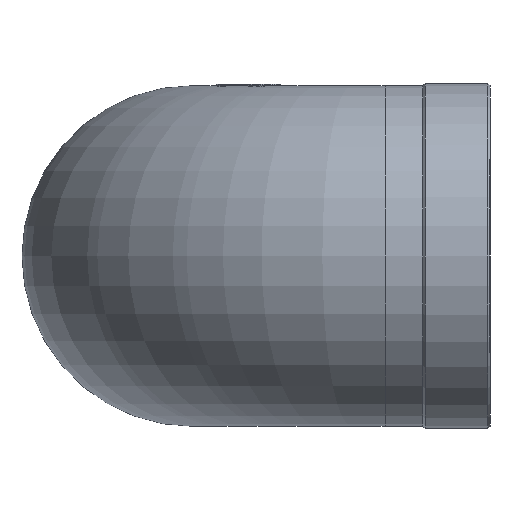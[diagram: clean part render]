
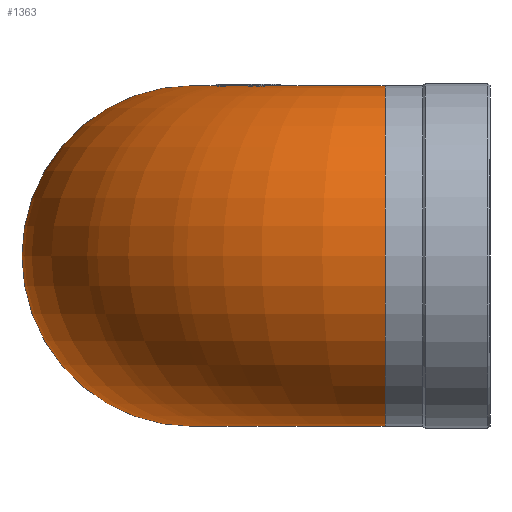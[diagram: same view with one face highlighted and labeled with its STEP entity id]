
A CAD part, left-side view. The second image highlights one B-rep face of the part: STEP entity #1363.
In plain terms, the highlighted toroidal (fillet/blend) face has major radius 43.05 mm and minor radius 38.05 mm.
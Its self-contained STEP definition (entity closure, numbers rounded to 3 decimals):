
#49=CIRCLE('',#1424,38.05);
#52=CIRCLE('',#1428,38.05);
#62=TOROIDAL_SURFACE('',#1446,43.05,38.05);
#656=ORIENTED_EDGE('',*,*,#848,.F.);
#657=ORIENTED_EDGE('',*,*,#845,.T.);
#658=ORIENTED_EDGE('',*,*,#837,.T.);
#659=ORIENTED_EDGE('',*,*,#842,.T.);
#660=ORIENTED_EDGE('',*,*,#834,.T.);
#661=ORIENTED_EDGE('',*,*,#833,.T.);
#662=ORIENTED_EDGE('',*,*,#844,.T.);
#663=ORIENTED_EDGE('',*,*,#855,.T.);
#833=EDGE_CURVE('',#968,#969,#1055,.T.);
#834=EDGE_CURVE('',#959,#968,#1056,.T.);
#837=EDGE_CURVE('',#970,#971,#1057,.T.);
#842=EDGE_CURVE('',#971,#959,#1058,.T.);
#844=EDGE_CURVE('',#969,#976,#1059,.T.);
#845=EDGE_CURVE('',#977,#977,#49,.T.);
#848=EDGE_CURVE('',#980,#980,#52,.T.);
#855=EDGE_CURVE('',#976,#970,#1060,.T.);
#959=VERTEX_POINT('',#2682);
#968=VERTEX_POINT('',#2707);
#969=VERTEX_POINT('',#2709);
#970=VERTEX_POINT('',#2722);
#971=VERTEX_POINT('',#2724);
#976=VERTEX_POINT('',#2747);
#977=VERTEX_POINT('',#2755);
#980=VERTEX_POINT('',#2762);
#1055=B_SPLINE_CURVE_WITH_KNOTS('',3,(#2710,#2711,#2712,#2713),
 .UNSPECIFIED.,.F.,.F.,(4,4),(0.,0.012),.UNSPECIFIED.);
#1056=B_SPLINE_CURVE_WITH_KNOTS('',3,(#2715,#2716,#2717,#2718,#2719),
 .UNSPECIFIED.,.F.,.F.,(4,1,4),(0.,0.003,
0.006),.UNSPECIFIED.);
#1057=B_SPLINE_CURVE_WITH_KNOTS('',3,(#2725,#2726,#2727,#2728),
 .UNSPECIFIED.,.F.,.F.,(4,4),(0.,0.012),.UNSPECIFIED.);
#1058=B_SPLINE_CURVE_WITH_KNOTS('',3,(#2740,#2741,#2742,#2743,#2744),
 .UNSPECIFIED.,.F.,.F.,(4,1,4),(0.,0.002,0.004),
 .UNSPECIFIED.);
#1059=B_SPLINE_CURVE_WITH_KNOTS('',3,(#2748,#2749,#2750,#2751,#2752),
 .UNSPECIFIED.,.F.,.F.,(4,1,4),(0.,0.003,0.006),
 .UNSPECIFIED.);
#1060=B_SPLINE_CURVE_WITH_KNOTS('',3,(#2784,#2785,#2786,#2787,#2788),
 .UNSPECIFIED.,.F.,.F.,(4,1,4),(-0.001,0.,
0.002),.UNSPECIFIED.);
#1155=EDGE_LOOP('',(#656));
#1156=EDGE_LOOP('',(#657));
#1157=EDGE_LOOP('',(#658,#659,#660,#661,#662,#663));
#1254=FACE_BOUND('',#1155,.T.);
#1255=FACE_BOUND('',#1156,.T.);
#1256=FACE_BOUND('',#1157,.T.);
#1363=ADVANCED_FACE('',(#1254,#1255,#1256),#62,.T.);
#1424=AXIS2_PLACEMENT_3D('',#2754,#1635,#1636);
#1428=AXIS2_PLACEMENT_3D('',#2761,#1643,#1644);
#1446=AXIS2_PLACEMENT_3D('',#2791,#1679,#1680);
#1635=DIRECTION('',(0.,1.,0.));
#1636=DIRECTION('',(0.,0.,1.));
#1643=DIRECTION('',(1.,0.,0.));
#1644=DIRECTION('',(0.,0.,1.));
#1679=DIRECTION('',(0.,0.,-1.));
#1680=DIRECTION('',(-1.,0.,0.));
#2682=CARTESIAN_POINT('',(6.998,46.978,38.05));
#2707=CARTESIAN_POINT('',(6.245,51.77,37.899));
#2709=CARTESIAN_POINT('',(14.73,60.255,37.899));
#2710=CARTESIAN_POINT('',(6.245,51.77,37.899));
#2711=CARTESIAN_POINT('',(9.074,54.598,37.945));
#2712=CARTESIAN_POINT('',(11.902,57.426,37.945));
#2713=CARTESIAN_POINT('',(14.73,60.255,37.899));
#2715=CARTESIAN_POINT('',(6.998,46.978,38.05));
#2716=CARTESIAN_POINT('',(6.153,47.412,38.05));
#2717=CARTESIAN_POINT('',(4.944,49.104,37.96));
#2718=CARTESIAN_POINT('',(5.573,51.098,37.888));
#2719=CARTESIAN_POINT('',(6.245,51.77,37.899));
#2722=CARTESIAN_POINT('',(18.973,56.012,37.964));
#2724=CARTESIAN_POINT('',(10.488,47.527,37.964));
#2725=CARTESIAN_POINT('',(18.973,56.012,37.964));
#2726=CARTESIAN_POINT('',(16.145,53.184,37.924));
#2727=CARTESIAN_POINT('',(13.316,50.355,37.924));
#2728=CARTESIAN_POINT('',(10.488,47.527,37.964));
#2740=CARTESIAN_POINT('',(10.488,47.527,37.964));
#2741=CARTESIAN_POINT('',(10.039,47.078,37.971));
#2742=CARTESIAN_POINT('',(8.869,46.487,38.014));
#2743=CARTESIAN_POINT('',(7.564,46.689,38.05));
#2744=CARTESIAN_POINT('',(6.998,46.978,38.05));
#2747=CARTESIAN_POINT('',(19.522,59.502,38.05));
#2748=CARTESIAN_POINT('',(14.73,60.255,37.899));
#2749=CARTESIAN_POINT('',(15.402,60.927,37.888));
#2750=CARTESIAN_POINT('',(17.385,61.558,37.96));
#2751=CARTESIAN_POINT('',(19.088,60.347,38.05));
#2752=CARTESIAN_POINT('',(19.522,59.502,38.05));
#2754=CARTESIAN_POINT('',(0.,23.45,0.));
#2755=CARTESIAN_POINT('',(0.,23.45,38.05));
#2761=CARTESIAN_POINT('',(43.05,66.5,0.));
#2762=CARTESIAN_POINT('',(43.05,66.5,38.05));
#2784=CARTESIAN_POINT('',(19.522,59.502,38.05));
#2785=CARTESIAN_POINT('',(19.811,58.937,38.05));
#2786=CARTESIAN_POINT('',(20.014,57.635,38.015));
#2787=CARTESIAN_POINT('',(19.422,56.461,37.971));
#2788=CARTESIAN_POINT('',(18.973,56.012,37.964));
#2791=CARTESIAN_POINT('',(43.05,23.45,0.));
